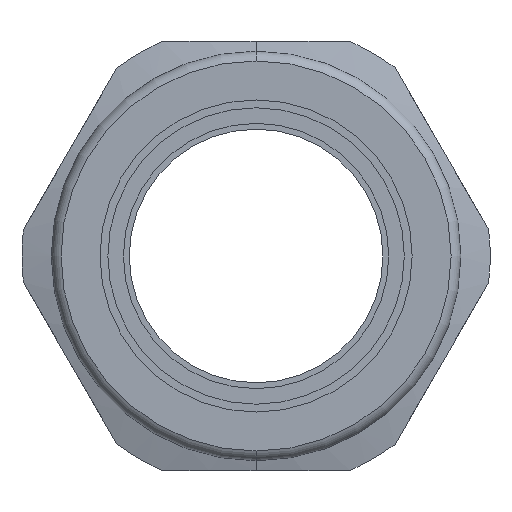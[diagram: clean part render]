
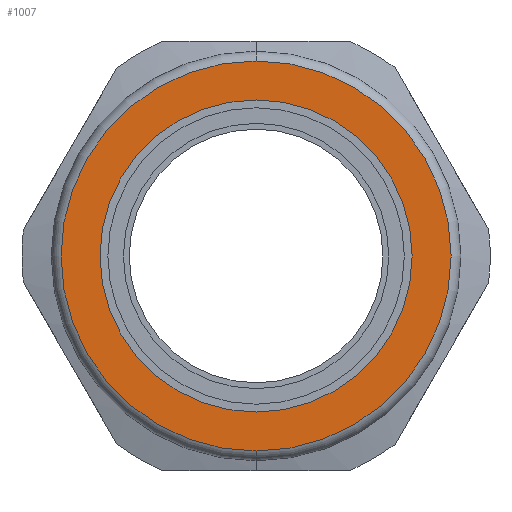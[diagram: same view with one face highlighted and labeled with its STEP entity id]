
A CAD part, front view. The second image highlights one B-rep face of the part: STEP entity #1007.
In plain terms, the highlighted planar face has unit normal (0, -1, 0).
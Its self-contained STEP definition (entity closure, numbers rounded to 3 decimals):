
#13 = DIRECTION ( 'NONE',  ( 0., 1., 0. ) ) ;
#61 = ORIENTED_EDGE ( 'NONE', *, *, #842, .F. ) ;
#76 = AXIS2_PLACEMENT_3D ( 'NONE', #1208, #13, #2332 ) ;
#370 = ORIENTED_EDGE ( 'NONE', *, *, #963, .F. ) ;
#396 = AXIS2_PLACEMENT_3D ( 'NONE', #1092, #1315, #1789 ) ;
#534 = FACE_OUTER_BOUND ( 'NONE', #2828, .T. ) ;
#611 = VERTEX_POINT ( 'NONE', #622 ) ;
#622 = CARTESIAN_POINT ( 'NONE',  ( 8., 0., 0. ) ) ;
#670 = FACE_BOUND ( 'NONE', #1356, .T. ) ;
#807 = CARTESIAN_POINT ( 'NONE',  ( 10., 0., 0. ) ) ;
#842 = EDGE_CURVE ( 'NONE', #1209, #2642, #1995, .T. ) ;
#963 = EDGE_CURVE ( 'NONE', #611, #2157, #1884, .T. ) ;
#1007 = ADVANCED_FACE ( 'NONE', ( #670, #534 ), #1069, .F. ) ;
#1060 = AXIS2_PLACEMENT_3D ( 'NONE', #1365, #1354, #1594 ) ;
#1061 = DIRECTION ( 'NONE',  ( 0., 1., 0. ) ) ;
#1069 = PLANE ( 'NONE',  #2805 ) ;
#1092 = CARTESIAN_POINT ( 'NONE',  ( 0., 0., 0. ) ) ;
#1182 = EDGE_CURVE ( 'NONE', #2157, #611, #2280, .T. ) ;
#1208 = CARTESIAN_POINT ( 'NONE',  ( 0., 0., 0. ) ) ;
#1209 = VERTEX_POINT ( 'NONE', #2952 ) ;
#1315 = DIRECTION ( 'NONE',  ( 0., -1., 0. ) ) ;
#1354 = DIRECTION ( 'NONE',  ( 0., -1., 0. ) ) ;
#1356 = EDGE_LOOP ( 'NONE', ( #1610, #370 ) ) ;
#1365 = CARTESIAN_POINT ( 'NONE',  ( 0., 0., 0. ) ) ;
#1527 = DIRECTION ( 'NONE',  ( -1., 0., 0. ) ) ;
#1594 = DIRECTION ( 'NONE',  ( 0., 0., -1. ) ) ;
#1603 = CARTESIAN_POINT ( 'NONE',  ( -10., 0., 0. ) ) ;
#1610 = ORIENTED_EDGE ( 'NONE', *, *, #1182, .F. ) ;
#1742 = CARTESIAN_POINT ( 'NONE',  ( 0., 0., 0. ) ) ;
#1789 = DIRECTION ( 'NONE',  ( 0., 0., -1. ) ) ;
#1842 = AXIS2_PLACEMENT_3D ( 'NONE', #1742, #2889, #1527 ) ;
#1884 = CIRCLE ( 'NONE', #396, 8. ) ;
#1995 = CIRCLE ( 'NONE', #76, 10. ) ;
#2157 = VERTEX_POINT ( 'NONE', #2855 ) ;
#2280 = CIRCLE ( 'NONE', #1060, 8. ) ;
#2332 = DIRECTION ( 'NONE',  ( -1., 0., 0. ) ) ;
#2543 = ORIENTED_EDGE ( 'NONE', *, *, #2864, .F. ) ;
#2633 = CIRCLE ( 'NONE', #1842, 10. ) ;
#2642 = VERTEX_POINT ( 'NONE', #1603 ) ;
#2686 = DIRECTION ( 'NONE',  ( -1., 0., 0. ) ) ;
#2805 = AXIS2_PLACEMENT_3D ( 'NONE', #807, #1061, #2686 ) ;
#2828 = EDGE_LOOP ( 'NONE', ( #2543, #61 ) ) ;
#2855 = CARTESIAN_POINT ( 'NONE',  ( -8., 0., 0. ) ) ;
#2864 = EDGE_CURVE ( 'NONE', #2642, #1209, #2633, .T. ) ;
#2889 = DIRECTION ( 'NONE',  ( 0., 1., 0. ) ) ;
#2952 = CARTESIAN_POINT ( 'NONE',  ( 10., 0., 0. ) ) ;
